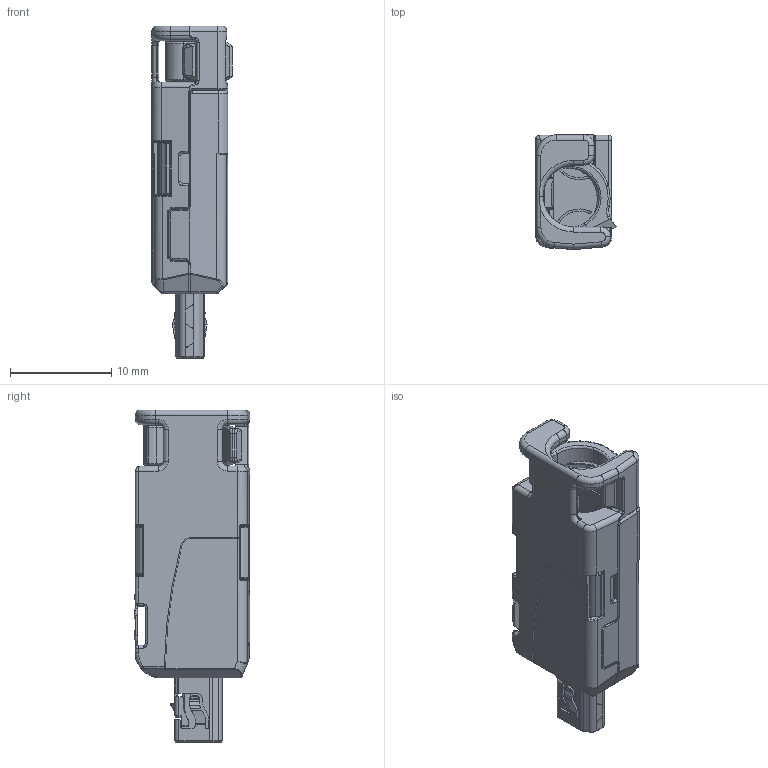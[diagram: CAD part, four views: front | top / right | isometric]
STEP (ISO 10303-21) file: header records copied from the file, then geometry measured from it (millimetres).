
FILE_DESCRIPTION(('CATIA V5 STEP Exchange','CAx-IF Rec.Pracs.--- Model Styling and Organization---1.4--- 2014-01-23'),'2;1');
FILE_NAME('2726040000.stp','2020-10-26T06:19:33+00:00',('none'),('none'),'CATIA Version 5-6 Release 2016 SP3 HF44','CATIA V5 STEP AP214','none');
FILE_SCHEMA(('AUTOMOTIVE_DESIGN { 1 0 10303 214 1 1 1 1 }'));
Products named in the file (1): 2726040000
Bounding box: 7.93 x 11.4 x 32.85 mm (x, y, z)
Volume: 1375.9 mm3; surface area: 3468.9 mm2
Topology: 6 solids, 8 shells, 2817 faces, 6967 edges, 3942 vertices
Faces by surface type: cylinder 1205, plane 752, torus 311, bspline 268, sphere 233, cone 47, extrusion 1
Entity records: 85168 total; most frequent: CARTESIAN_POINT 25799, ORIENTED_EDGE 13474, DIRECTION 10145, EDGE_CURVE 6737, AXIS2_PLACEMENT_3D 4429, VERTEX_POINT 3939, VECTOR 3214, LINE 3213
